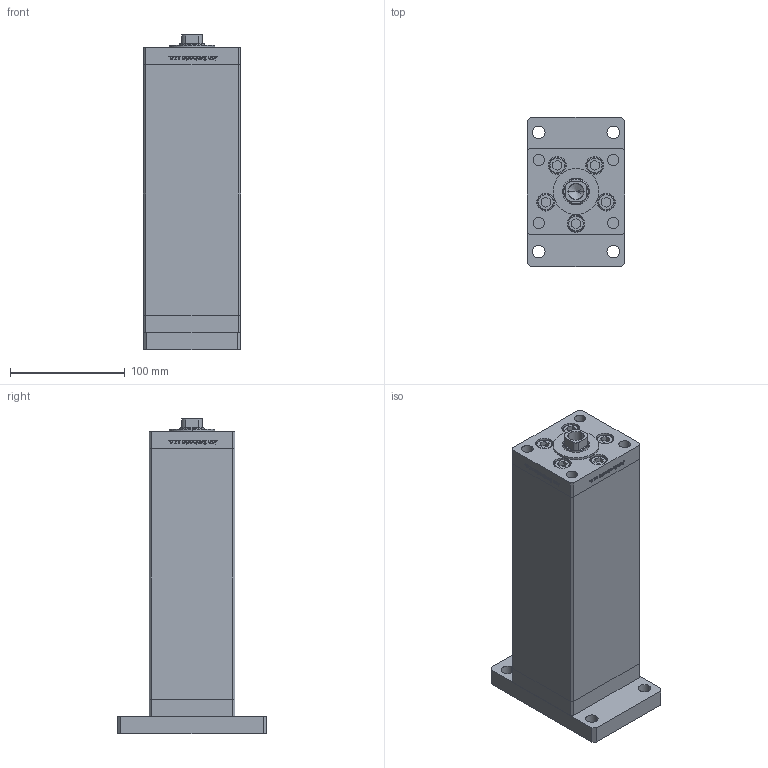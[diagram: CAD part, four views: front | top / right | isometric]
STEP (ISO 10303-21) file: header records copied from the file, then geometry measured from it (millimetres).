
FILE_DESCRIPTION (( 'STEP AP203' ), '1' );
FILE_NAME ('ef82.STEP', '2022-04-14T20:38:44', ( '' ), ( '' ), 'SwSTEP 2.0', 'SolidWorks 2019', '' );
FILE_SCHEMA (( 'CONFIG_CONTROL_DESIGN' ));
Length unit declared in the file: millimetre
Products named in the file (7): V220C_G_MIDDLE 20c7e1f7fa6367818542d99f0236d0e1; ef82; V220C_FRONT_G 20c7e1f7fa6367818542d99f0236d0e1; V220C_F 20c7e1f7fa6367818542d99f0236d0e1; ALLEN BOLT 20c7e1f7fa6367818542d99f0236d0e1; V220C_VC_G 20c7e1f7fa6367818542d99f0236d0e1; V220C BACK_G 20c7e1f7fa6367818542d99f0236d0e1
Assembly tree (19 placements, depth 2):
  ef82
    V220C BACK_G 20c7e1f7fa6367818542d99f0236d0e1
    V220C_FRONT_G 20c7e1f7fa6367818542d99f0236d0e1
    V220C_G_MIDDLE 20c7e1f7fa6367818542d99f0236d0e1
    ALLEN BOLT 20c7e1f7fa6367818542d99f0236d0e1  x14
    V220C_F 20c7e1f7fa6367818542d99f0236d0e1
    V220C_VC_G 20c7e1f7fa6367818542d99f0236d0e1
Bounding box: 85 x 130 x 275 mm (x, y, z)
Volume: 1532604.2 mm3; surface area: 233703.7 mm2
Topology: 19 solids, 19 shells, 1301 faces, 3219 edges, 2103 vertices
Faces by surface type: plane 514, bspline 484, cylinder 181, cone 62, torus 60
Entity records: 53328 total; most frequent: CARTESIAN_POINT 30367, ORIENTED_EDGE 5238, DIRECTION 3031, EDGE_CURVE 2619, VERTEX_POINT 1739, VECTOR 1361, LINE 1361, EDGE_LOOP 1196
